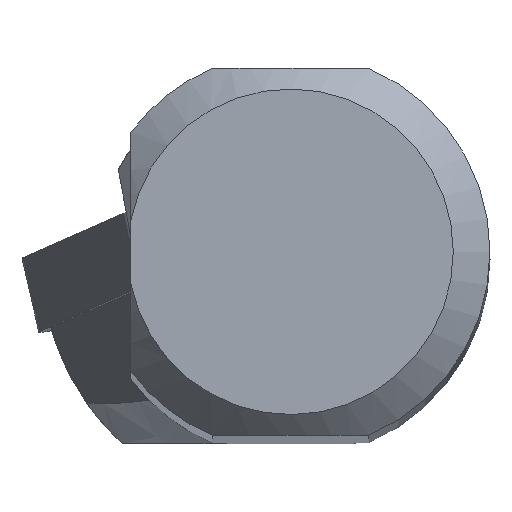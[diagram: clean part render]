
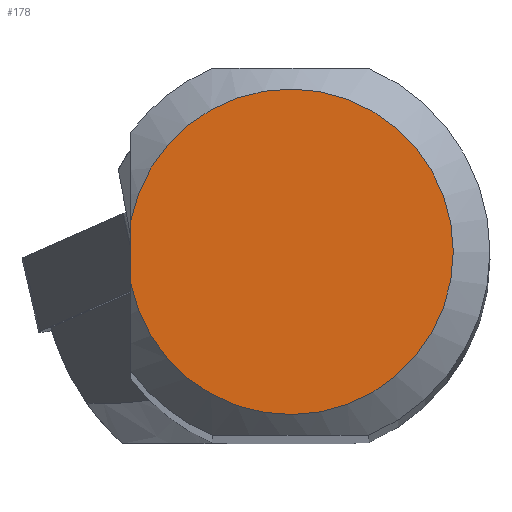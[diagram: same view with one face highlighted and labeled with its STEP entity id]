
A CAD part, top view. The second image highlights one B-rep face of the part: STEP entity #178.
In plain terms, the highlighted planar face has unit normal (0, 0, 1).
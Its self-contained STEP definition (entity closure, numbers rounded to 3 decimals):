
#118=PLANE('',#1126);
#178=ADVANCED_FACE('',(#247),#118,.F.);
#247=FACE_OUTER_BOUND('',#295,.T.);
#295=EDGE_LOOP('',(#613,#614));
#342=CIRCLE('',#1117,10.2);
#398=LINE('',#1734,#465);
#465=VECTOR('',#1329,1.);
#613=ORIENTED_EDGE('',*,*,#921,.T.);
#614=ORIENTED_EDGE('',*,*,#942,.T.);
#816=VERTEX_POINT('',#1679);
#817=VERTEX_POINT('',#1681);
#921=EDGE_CURVE('',#817,#816,#342,.T.);
#942=EDGE_CURVE('',#816,#817,#398,.T.);
#1117=AXIS2_PLACEMENT_3D('',#1680,#1301,#1302);
#1126=AXIS2_PLACEMENT_3D('',#1735,#1330,#1331);
#1301=DIRECTION('',(0.,0.,1.));
#1302=DIRECTION('',(0.,-1.,0.));
#1329=DIRECTION('',(0.,-1.,0.));
#1330=DIRECTION('',(0.,0.,-1.));
#1331=DIRECTION('',(0.,1.,0.));
#1679=CARTESIAN_POINT('',(-10.009,1.966,0.));
#1680=CARTESIAN_POINT('',(0.,0.,
0.));
#1681=CARTESIAN_POINT('',(-10.009,-1.966,0.));
#1734=CARTESIAN_POINT('',(-10.009,11.5,0.));
#1735=CARTESIAN_POINT('',(0.,0.,
0.));
